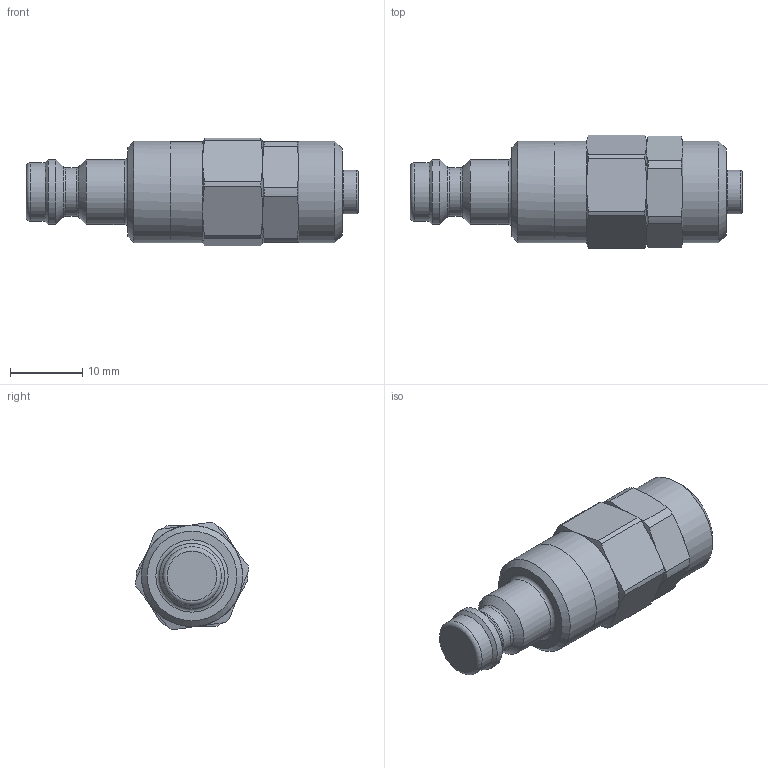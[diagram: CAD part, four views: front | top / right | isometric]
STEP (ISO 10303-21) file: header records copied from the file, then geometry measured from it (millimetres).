
FILE_DESCRIPTION((''),'2;1');
FILE_NAME('21slko08mpx.stp','2015-01-13T13:14:06',('SSC01480'),(''),'Autodesk Inventor 2013','Autodesk Inventor 2013','');
FILE_SCHEMA(('AUTOMOTIVE_DESIGN { 1 0 10303 214 1 1 1 1 }'));
Length unit declared in the file: millimetre
Products named in the file (1): D113147
Bounding box: 45.95 x 15.73 x 14.88 mm (x, y, z)
Volume: 4347.8 mm3; surface area: 4162.3 mm2
Topology: 1 solids, 3 shells, 106 faces, 231 edges, 135 vertices
Faces by surface type: cone 41, cylinder 33, plane 22, torus 10
Full cylindrical faces by diameter (mm): 5.286 x1, 5.5 x1, 6.05 x1, 6.65 x1, 6.7 x1, 7.2 x1, 8.1 x1, 8.25 x1, 9 x2, 9.5 x1, 10.45 x1, 10.6 x1, 11 x1, 11.153 x1, 11.98 x1, 12 x2, 14 x3
Entity records: 2671 total; most frequent: CARTESIAN_POINT 509, DIRECTION 448, ORIENTED_EDGE 354, AXIS2_PLACEMENT_3D 212, EDGE_CURVE 177, EDGE_LOOP 162, VERTEX_POINT 129, FACE_OUTER_BOUND 106
